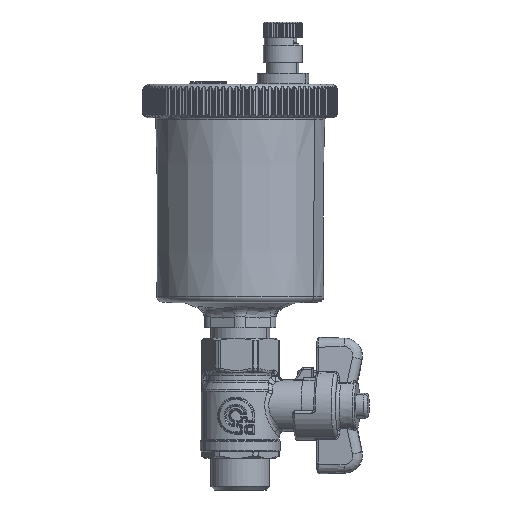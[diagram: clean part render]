
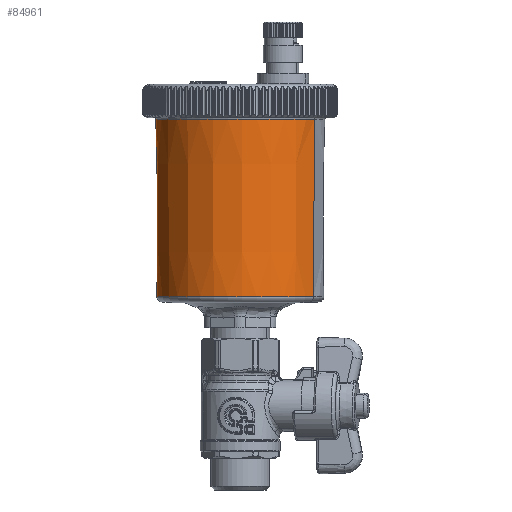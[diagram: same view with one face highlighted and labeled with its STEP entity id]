
A CAD part, left-side view. The second image highlights one B-rep face of the part: STEP entity #84961.
In plain terms, the highlighted conical face has half-angle 0.333 degrees and reference radius 23.5 mm.
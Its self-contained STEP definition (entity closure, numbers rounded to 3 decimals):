
#84728=CARTESIAN_POINT('Vertex',(-11.27,-20.63,-108.889)) ;
#84731=CARTESIAN_POINT('Axis2P3D Location',(0.,0.,-108.889)) ;
#84735=CARTESIAN_POINT('Vertex',(11.27,20.63,-108.889)) ;
#84931=CARTESIAN_POINT('Axis2P3D Location',(0.,0.,-110.304)) ;
#84936=CARTESIAN_POINT('Line Origine',(11.338,20.755,-84.464)) ;
#84940=CARTESIAN_POINT('Vertex',(11.41,20.885,-58.912)) ;
#84943=CARTESIAN_POINT('Line Origine',(-11.338,-20.755,-84.464)) ;
#84947=CARTESIAN_POINT('Vertex',(-11.41,-20.885,-58.912)) ;
#84950=CARTESIAN_POINT('Axis2P3D Location',(0.,0.,-58.912)) ;
#84732=DIRECTION('Axis2P3D Direction',(0.,-0.,-1.)) ;
#84932=DIRECTION('Axis2P3D Direction',(0.,0.,1.)) ;
#84933=DIRECTION('Axis2P3D XDirection',(-0.479,-0.878,0.)) ;
#84937=DIRECTION('Vector Direction',(0.003,0.005,1.)) ;
#84944=DIRECTION('Vector Direction',(-0.003,-0.005,1.)) ;
#84951=DIRECTION('Axis2P3D Direction',(0.,0.,1.)) ;
#84733=AXIS2_PLACEMENT_3D('Circle Axis2P3D',#84731,#84732,$) ;
#84934=AXIS2_PLACEMENT_3D('Cone Axis2P3D',#84931,#84932,#84933) ;
#84952=AXIS2_PLACEMENT_3D('Circle Axis2P3D',#84950,#84951,$) ;
#84956=ORIENTED_EDGE('',*,*,#84942,.T.) ;
#84957=ORIENTED_EDGE('',*,*,#84737,.F.) ;
#84958=ORIENTED_EDGE('',*,*,#84949,.F.) ;
#84959=ORIENTED_EDGE('',*,*,#84954,.F.) ;
#84938=VECTOR('Line Direction',#84937,1.) ;
#84945=VECTOR('Line Direction',#84944,1.) ;
#84961=ADVANCED_FACE('PartBody',(#84960),#84935,.T.) ;
#84734=CIRCLE('generated circle',#84733,23.508) ;
#84953=CIRCLE('generated circle',#84952,23.798) ;
#84935=CONICAL_SURFACE('Cone',#84934,23.5,0.006) ;
#84737=EDGE_CURVE('',#84729,#84736,#84734,.T.) ;
#84942=EDGE_CURVE('',#84941,#84736,#84939,.F.) ;
#84949=EDGE_CURVE('',#84948,#84729,#84946,.F.) ;
#84954=EDGE_CURVE('',#84941,#84948,#84953,.T.) ;
#84955=EDGE_LOOP('',(#84956,#84957,#84958,#84959)) ;
#84960=FACE_OUTER_BOUND('',#84955,.T.) ;
#84939=LINE('Line',#84936,#84938) ;
#84946=LINE('Line',#84943,#84945) ;
#84729=VERTEX_POINT('',#84728) ;
#84736=VERTEX_POINT('',#84735) ;
#84941=VERTEX_POINT('',#84940) ;
#84948=VERTEX_POINT('',#84947) ;
